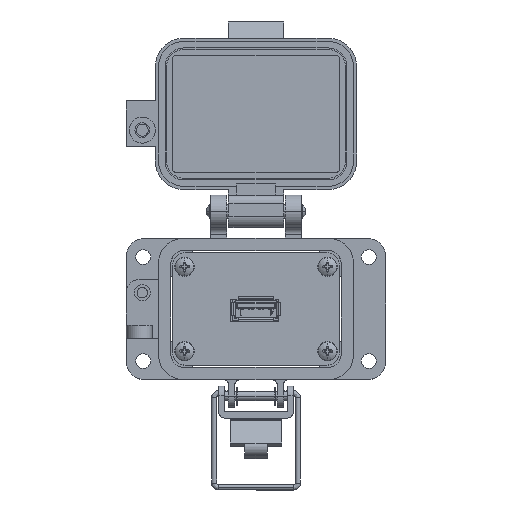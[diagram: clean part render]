
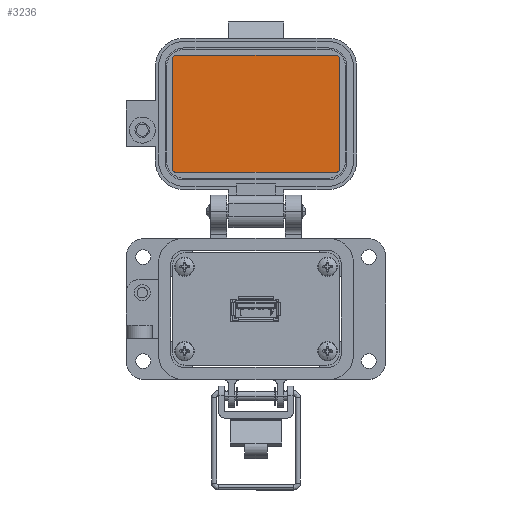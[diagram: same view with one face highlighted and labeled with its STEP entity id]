
A CAD part, top view. The second image highlights one B-rep face of the part: STEP entity #3236.
In plain terms, the highlighted planar face has unit normal (0, 0, 1).
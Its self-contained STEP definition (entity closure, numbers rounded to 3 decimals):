
#3236 = ADVANCED_FACE ( 'NONE', ( #66231 ), #83263, .F. ) ;
#3868 = DIRECTION ( 'NONE',  ( 0., -1., 0. ) ) ;
#4272 = VERTEX_POINT ( 'NONE', #37717 ) ;
#6693 = CARTESIAN_POINT ( 'NONE',  ( -25.885, 67.329, -23.97 ) ) ;
#6706 = EDGE_CURVE ( 'NONE', #4272, #13431, #58016, .T. ) ;
#6710 = VERTEX_POINT ( 'NONE', #15467 ) ;
#6849 = ORIENTED_EDGE ( 'NONE', *, *, #35486, .F. ) ;
#7381 = LINE ( 'NONE', #60547, #80921 ) ;
#8088 = DIRECTION ( 'NONE',  ( 0., 0., -1. ) ) ;
#13431 = VERTEX_POINT ( 'NONE', #40383 ) ;
#15467 = CARTESIAN_POINT ( 'NONE',  ( -25.885, 84.4, -23.97 ) ) ;
#16278 = CIRCLE ( 'NONE', #33008, 1.057 ) ;
#21925 = CARTESIAN_POINT ( 'NONE',  ( 25.885, 84.4, -23.97 ) ) ;
#26523 = DIRECTION ( 'NONE',  ( 0., 0., -1. ) ) ;
#26553 = CARTESIAN_POINT ( 'NONE',  ( 0., 67.329, -23.97 ) ) ;
#30252 = AXIS2_PLACEMENT_3D ( 'NONE', #77994, #35313, #85158 ) ;
#32429 = EDGE_CURVE ( 'NONE', #42460, #46330, #7381, .T. ) ;
#32992 = AXIS2_PLACEMENT_3D ( 'NONE', #69159, #26523, #76340 ) ;
#33008 = AXIS2_PLACEMENT_3D ( 'NONE', #50775, #8088, #57918 ) ;
#33711 = DIRECTION ( 'NONE',  ( 0., 1., 0. ) ) ;
#35313 = DIRECTION ( 'NONE',  ( 0., 0., -1. ) ) ;
#35486 = EDGE_CURVE ( 'NONE', #83260, #74094, #78186, .T. ) ;
#35876 = EDGE_CURVE ( 'NONE', #88531, #6710, #78094, .T. ) ;
#36708 = ORIENTED_EDGE ( 'NONE', *, *, #86017, .F. ) ;
#37717 = CARTESIAN_POINT ( 'NONE',  ( 24.828, 49.199, -23.97 ) ) ;
#38167 = DIRECTION ( 'NONE',  ( 1., 0., 0. ) ) ;
#39022 = VECTOR ( 'NONE', #86554, 1000. ) ;
#39625 = DIRECTION ( 'NONE',  ( 0., 0., -1. ) ) ;
#39775 = ORIENTED_EDGE ( 'NONE', *, *, #32429, .F. ) ;
#40166 = VECTOR ( 'NONE', #63688, 1000. ) ;
#40264 = VECTOR ( 'NONE', #38167, 1000. ) ;
#40383 = CARTESIAN_POINT ( 'NONE',  ( -24.827, 49.199, -23.97 ) ) ;
#41178 = CIRCLE ( 'NONE', #30252, 1.057 ) ;
#42460 = VERTEX_POINT ( 'NONE', #21925 ) ;
#46330 = VERTEX_POINT ( 'NONE', #91951 ) ;
#47002 = CARTESIAN_POINT ( 'NONE',  ( -25.885, 50.257, -23.97 ) ) ;
#48453 = CIRCLE ( 'NONE', #89643, 1.057 ) ;
#50775 = CARTESIAN_POINT ( 'NONE',  ( -24.827, 84.4, -23.97 ) ) ;
#53625 = EDGE_CURVE ( 'NONE', #74094, #42460, #41178, .T. ) ;
#57918 = DIRECTION ( 'NONE',  ( -1., 0., 0. ) ) ;
#58011 = ORIENTED_EDGE ( 'NONE', *, *, #35876, .F. ) ;
#58016 = LINE ( 'NONE', #71848, #39022 ) ;
#60547 = CARTESIAN_POINT ( 'NONE',  ( 25.885, 67.329, -23.97 ) ) ;
#62579 = CARTESIAN_POINT ( 'NONE',  ( -24.827, 85.458, -23.97 ) ) ;
#63450 = EDGE_CURVE ( 'NONE', #46330, #4272, #68696, .T. ) ;
#63688 = DIRECTION ( 'NONE',  ( 0., 1., 0. ) ) ;
#66231 = FACE_OUTER_BOUND ( 'NONE', #87591, .T. ) ;
#67120 = ORIENTED_EDGE ( 'NONE', *, *, #63450, .F. ) ;
#68696 = CIRCLE ( 'NONE', #32992, 1.057 ) ;
#68882 = ORIENTED_EDGE ( 'NONE', *, *, #74771, .F. ) ;
#69159 = CARTESIAN_POINT ( 'NONE',  ( 24.827, 50.257, -23.97 ) ) ;
#71172 = ORIENTED_EDGE ( 'NONE', *, *, #6706, .F. ) ;
#71537 = CARTESIAN_POINT ( 'NONE',  ( 24.827, 85.458, -23.97 ) ) ;
#71848 = CARTESIAN_POINT ( 'NONE',  ( 0., 49.199, -23.97 ) ) ;
#73332 = CARTESIAN_POINT ( 'NONE',  ( 0., 85.458, -23.97 ) ) ;
#74094 = VERTEX_POINT ( 'NONE', #71537 ) ;
#74771 = EDGE_CURVE ( 'NONE', #13431, #88531, #48453, .T. ) ;
#75513 = ORIENTED_EDGE ( 'NONE', *, *, #53625, .F. ) ;
#76340 = DIRECTION ( 'NONE',  ( -1., 0., 0. ) ) ;
#76375 = DIRECTION ( 'NONE',  ( 0., 0., -1. ) ) ;
#77994 = CARTESIAN_POINT ( 'NONE',  ( 24.827, 84.4, -23.97 ) ) ;
#78094 = LINE ( 'NONE', #6693, #40166 ) ;
#78186 = LINE ( 'NONE', #73332, #40264 ) ;
#80921 = VECTOR ( 'NONE', #3868, 1000. ) ;
#82352 = CARTESIAN_POINT ( 'NONE',  ( -24.827, 50.257, -23.97 ) ) ;
#83260 = VERTEX_POINT ( 'NONE', #62579 ) ;
#83263 = PLANE ( 'NONE',  #91500 ) ;
#85158 = DIRECTION ( 'NONE',  ( -1., 0., 0. ) ) ;
#86017 = EDGE_CURVE ( 'NONE', #6710, #83260, #16278, .T. ) ;
#86554 = DIRECTION ( 'NONE',  ( -1., 0., 0. ) ) ;
#87591 = EDGE_LOOP ( 'NONE', ( #36708, #58011, #68882, #71172, #67120, #39775, #75513, #6849 ) ) ;
#88531 = VERTEX_POINT ( 'NONE', #47002 ) ;
#89555 = DIRECTION ( 'NONE',  ( -1., 0., 0. ) ) ;
#89643 = AXIS2_PLACEMENT_3D ( 'NONE', #82352, #39625, #89555 ) ;
#91500 = AXIS2_PLACEMENT_3D ( 'NONE', #26553, #76375, #33711 ) ;
#91951 = CARTESIAN_POINT ( 'NONE',  ( 25.885, 50.257, -23.97 ) ) ;
